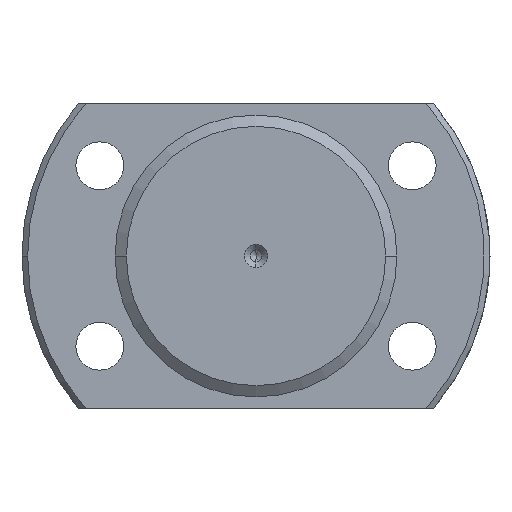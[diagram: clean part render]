
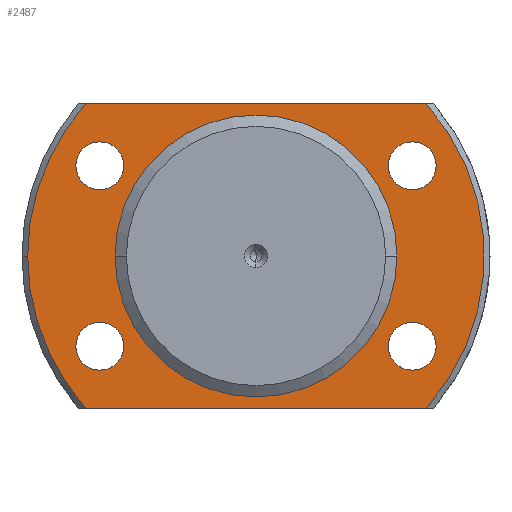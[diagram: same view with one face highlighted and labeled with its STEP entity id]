
A CAD part, left-side view. The second image highlights one B-rep face of the part: STEP entity #2487.
In plain terms, the highlighted planar face has unit normal (-1, 0, 0).
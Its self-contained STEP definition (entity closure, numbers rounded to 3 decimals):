
#25 = CARTESIAN_POINT ( 'NONE',  ( 16.2, 0., 0. ) ) ;
#36 = EDGE_CURVE ( 'NONE', #1818, #1010, #2196, .T. ) ;
#41 = EDGE_CURVE ( 'NONE', #1010, #1818, #375, .T. ) ;
#52 = VERTEX_POINT ( 'NONE', #2213 ) ;
#75 = VERTEX_POINT ( 'NONE', #198 ) ;
#100 = EDGE_CURVE ( 'NONE', #1412, #2871, #258, .T. ) ;
#101 = DIRECTION ( 'NONE',  ( 1., 0., 0. ) ) ;
#112 = CARTESIAN_POINT ( 'NONE',  ( 16.2, -27.7, -16. ) ) ;
#152 = CARTESIAN_POINT ( 'NONE',  ( 16.2, 31.95, 16. ) ) ;
#181 = ORIENTED_EDGE ( 'NONE', *, *, #2429, .F. ) ;
#188 = AXIS2_PLACEMENT_3D ( 'NONE', #2133, #3079, #332 ) ;
#198 = CARTESIAN_POINT ( 'NONE',  ( 16.2, 30.187, -27. ) ) ;
#212 = ORIENTED_EDGE ( 'NONE', *, *, #100, .F. ) ;
#258 = LINE ( 'NONE', #1506, #2141 ) ;
#287 = FACE_BOUND ( 'NONE', #518, .T. ) ;
#295 = AXIS2_PLACEMENT_3D ( 'NONE', #483, #2522, #2207 ) ;
#298 = CIRCLE ( 'NONE', #777, 40.5 ) ;
#332 = DIRECTION ( 'NONE',  ( 0., 1., 0. ) ) ;
#349 = CIRCLE ( 'NONE', #2164, 4.25 ) ;
#375 = CIRCLE ( 'NONE', #585, 4.25 ) ;
#407 = CARTESIAN_POINT ( 'NONE',  ( 16.2, 0., 0. ) ) ;
#419 = CARTESIAN_POINT ( 'NONE',  ( 16.2, 23.45, -16. ) ) ;
#437 = CIRCLE ( 'NONE', #958, 4.25 ) ;
#448 = EDGE_LOOP ( 'NONE', ( #1258, #2029 ) ) ;
#449 = EDGE_CURVE ( 'NONE', #75, #533, #298, .T. ) ;
#450 = DIRECTION ( 'NONE',  ( 0., 1., 0. ) ) ;
#483 = CARTESIAN_POINT ( 'NONE',  ( 16.2, 0., 0. ) ) ;
#504 = AXIS2_PLACEMENT_3D ( 'NONE', #1994, #525, #2546 ) ;
#506 = DIRECTION ( 'NONE',  ( 0., 1., 0. ) ) ;
#518 = EDGE_LOOP ( 'NONE', ( #2603, #1380 ) ) ;
#523 = EDGE_LOOP ( 'NONE', ( #1194, #1299 ) ) ;
#525 = DIRECTION ( 'NONE',  ( 1., 0., 0. ) ) ;
#533 = VERTEX_POINT ( 'NONE', #2208 ) ;
#559 = AXIS2_PLACEMENT_3D ( 'NONE', #407, #1935, #1424 ) ;
#562 = CIRCLE ( 'NONE', #1134, 4.25 ) ;
#585 = AXIS2_PLACEMENT_3D ( 'NONE', #1249, #992, #1459 ) ;
#638 = EDGE_CURVE ( 'NONE', #2279, #1309, #2643, .T. ) ;
#645 = ORIENTED_EDGE ( 'NONE', *, *, #680, .T. ) ;
#680 = EDGE_CURVE ( 'NONE', #75, #3007, #1000, .T. ) ;
#737 = VERTEX_POINT ( 'NONE', #1573 ) ;
#766 = FACE_BOUND ( 'NONE', #1468, .T. ) ;
#777 = AXIS2_PLACEMENT_3D ( 'NONE', #906, #2180, #2724 ) ;
#791 = EDGE_LOOP ( 'NONE', ( #1321, #1398 ) ) ;
#801 = PLANE ( 'NONE',  #2590 ) ;
#815 = DIRECTION ( 'NONE',  ( 0., 1., 0. ) ) ;
#817 = CIRCLE ( 'NONE', #559, 25. ) ;
#823 = DIRECTION ( 'NONE',  ( 0., 1., 0. ) ) ;
#854 = DIRECTION ( 'NONE',  ( 0., 1., 0. ) ) ;
#906 = CARTESIAN_POINT ( 'NONE',  ( 16.2, 0., 0. ) ) ;
#958 = AXIS2_PLACEMENT_3D ( 'NONE', #112, #2781, #854 ) ;
#959 = CARTESIAN_POINT ( 'NONE',  ( 16.2, -27.7, 16. ) ) ;
#992 = DIRECTION ( 'NONE',  ( 1., 0., 0. ) ) ;
#1000 = LINE ( 'NONE', #1992, #2773 ) ;
#1010 = VERTEX_POINT ( 'NONE', #2259 ) ;
#1069 = EDGE_CURVE ( 'NONE', #1309, #2279, #437, .T. ) ;
#1134 = AXIS2_PLACEMENT_3D ( 'NONE', #1647, #1142, #450 ) ;
#1142 = DIRECTION ( 'NONE',  ( 1., 0., 0. ) ) ;
#1194 = ORIENTED_EDGE ( 'NONE', *, *, #1069, .T. ) ;
#1229 = DIRECTION ( 'NONE',  ( 1., 0., 0. ) ) ;
#1243 = CARTESIAN_POINT ( 'NONE',  ( 16.2, -27.7, -16. ) ) ;
#1249 = CARTESIAN_POINT ( 'NONE',  ( 16.2, -27.7, 16. ) ) ;
#1254 = DIRECTION ( 'NONE',  ( 1., 0., 0. ) ) ;
#1258 = ORIENTED_EDGE ( 'NONE', *, *, #3032, .T. ) ;
#1273 = FACE_BOUND ( 'NONE', #523, .T. ) ;
#1299 = ORIENTED_EDGE ( 'NONE', *, *, #638, .T. ) ;
#1308 = DIRECTION ( 'NONE',  ( 0., 1., 0. ) ) ;
#1309 = VERTEX_POINT ( 'NONE', #2328 ) ;
#1321 = ORIENTED_EDGE ( 'NONE', *, *, #36, .T. ) ;
#1335 = ORIENTED_EDGE ( 'NONE', *, *, #1638, .F. ) ;
#1380 = ORIENTED_EDGE ( 'NONE', *, *, #2366, .T. ) ;
#1393 = CIRCLE ( 'NONE', #504, 40.5 ) ;
#1398 = ORIENTED_EDGE ( 'NONE', *, *, #41, .T. ) ;
#1412 = VERTEX_POINT ( 'NONE', #3222 ) ;
#1424 = DIRECTION ( 'NONE',  ( 0., 1., 0. ) ) ;
#1459 = DIRECTION ( 'NONE',  ( 0., 1., 0. ) ) ;
#1466 = CARTESIAN_POINT ( 'NONE',  ( 16.2, -30.187, -27. ) ) ;
#1468 = EDGE_LOOP ( 'NONE', ( #1842, #2879 ) ) ;
#1506 = CARTESIAN_POINT ( 'NONE',  ( 16.2, -25., 27. ) ) ;
#1515 = DIRECTION ( 'NONE',  ( 0., 1., 0. ) ) ;
#1540 = AXIS2_PLACEMENT_3D ( 'NONE', #25, #1254, #823 ) ;
#1543 = DIRECTION ( 'NONE',  ( 1., 0., 0. ) ) ;
#1549 = CARTESIAN_POINT ( 'NONE',  ( 16.2, -25., 0. ) ) ;
#1573 = CARTESIAN_POINT ( 'NONE',  ( 16.2, 23.45, 16. ) ) ;
#1638 = EDGE_CURVE ( 'NONE', #2871, #3007, #3055, .T. ) ;
#1647 = CARTESIAN_POINT ( 'NONE',  ( 16.2, 27.7, -16. ) ) ;
#1723 = FACE_OUTER_BOUND ( 'NONE', #3124, .T. ) ;
#1727 = EDGE_CURVE ( 'NONE', #2247, #737, #2800, .T. ) ;
#1752 = AXIS2_PLACEMENT_3D ( 'NONE', #1784, #1543, #1308 ) ;
#1754 = DIRECTION ( 'NONE',  ( 1., 0., 0. ) ) ;
#1779 = AXIS2_PLACEMENT_3D ( 'NONE', #959, #1229, #2199 ) ;
#1784 = CARTESIAN_POINT ( 'NONE',  ( 16.2, 27.7, -16. ) ) ;
#1818 = VERTEX_POINT ( 'NONE', #2881 ) ;
#1842 = ORIENTED_EDGE ( 'NONE', *, *, #1727, .T. ) ;
#1914 = ORIENTED_EDGE ( 'NONE', *, *, #449, .F. ) ;
#1935 = DIRECTION ( 'NONE',  ( 1., 0., 0. ) ) ;
#1951 = CARTESIAN_POINT ( 'NONE',  ( 16.2, 25., 0. ) ) ;
#1952 = CARTESIAN_POINT ( 'NONE',  ( 16.2, -31.95, -16. ) ) ;
#1992 = CARTESIAN_POINT ( 'NONE',  ( 16.2, -25., -27. ) ) ;
#1994 = CARTESIAN_POINT ( 'NONE',  ( 16.2, 0., 0. ) ) ;
#2026 = CARTESIAN_POINT ( 'NONE',  ( 16.2, -30.187, 27. ) ) ;
#2029 = ORIENTED_EDGE ( 'NONE', *, *, #2777, .T. ) ;
#2066 = DIRECTION ( 'NONE',  ( 0., -1., 0. ) ) ;
#2133 = CARTESIAN_POINT ( 'NONE',  ( 16.2, 27.7, 16. ) ) ;
#2141 = VECTOR ( 'NONE', #2066, 1000. ) ;
#2164 = AXIS2_PLACEMENT_3D ( 'NONE', #2621, #101, #815 ) ;
#2180 = DIRECTION ( 'NONE',  ( 1., 0., 0. ) ) ;
#2196 = CIRCLE ( 'NONE', #1779, 4.25 ) ;
#2199 = DIRECTION ( 'NONE',  ( 0., 1., 0. ) ) ;
#2207 = DIRECTION ( 'NONE',  ( 0., 1., 0. ) ) ;
#2208 = CARTESIAN_POINT ( 'NONE',  ( 16.2, 40.5, 0. ) ) ;
#2213 = CARTESIAN_POINT ( 'NONE',  ( 16.2, -25., 0. ) ) ;
#2247 = VERTEX_POINT ( 'NONE', #152 ) ;
#2259 = CARTESIAN_POINT ( 'NONE',  ( 16.2, -31.95, 16. ) ) ;
#2279 = VERTEX_POINT ( 'NONE', #1952 ) ;
#2304 = VERTEX_POINT ( 'NONE', #3196 ) ;
#2328 = CARTESIAN_POINT ( 'NONE',  ( 16.2, -23.45, -16. ) ) ;
#2366 = EDGE_CURVE ( 'NONE', #52, #3156, #817, .T. ) ;
#2429 = EDGE_CURVE ( 'NONE', #533, #1412, #1393, .T. ) ;
#2487 = ADVANCED_FACE ( 'NONE', ( #766, #2527, #1273, #2742, #287, #1723 ), #801, .F. ) ;
#2491 = CIRCLE ( 'NONE', #1752, 4.25 ) ;
#2522 = DIRECTION ( 'NONE',  ( 1., 0., 0. ) ) ;
#2527 = FACE_BOUND ( 'NONE', #791, .T. ) ;
#2546 = DIRECTION ( 'NONE',  ( 0., 1., 0. ) ) ;
#2587 = EDGE_CURVE ( 'NONE', #737, #2247, #349, .T. ) ;
#2590 = AXIS2_PLACEMENT_3D ( 'NONE', #1549, #1754, #506 ) ;
#2603 = ORIENTED_EDGE ( 'NONE', *, *, #2997, .T. ) ;
#2621 = CARTESIAN_POINT ( 'NONE',  ( 16.2, 27.7, 16. ) ) ;
#2643 = CIRCLE ( 'NONE', #2857, 4.25 ) ;
#2724 = DIRECTION ( 'NONE',  ( 0., 1., 0. ) ) ;
#2742 = FACE_BOUND ( 'NONE', #448, .T. ) ;
#2773 = VECTOR ( 'NONE', #2778, 1000. ) ;
#2777 = EDGE_CURVE ( 'NONE', #3068, #2304, #562, .T. ) ;
#2778 = DIRECTION ( 'NONE',  ( 0., -1., 0. ) ) ;
#2781 = DIRECTION ( 'NONE',  ( 1., 0., 0. ) ) ;
#2800 = CIRCLE ( 'NONE', #188, 4.25 ) ;
#2857 = AXIS2_PLACEMENT_3D ( 'NONE', #1243, #2981, #1515 ) ;
#2871 = VERTEX_POINT ( 'NONE', #2026 ) ;
#2879 = ORIENTED_EDGE ( 'NONE', *, *, #2587, .T. ) ;
#2881 = CARTESIAN_POINT ( 'NONE',  ( 16.2, -23.45, 16. ) ) ;
#2981 = DIRECTION ( 'NONE',  ( 1., 0., 0. ) ) ;
#2997 = EDGE_CURVE ( 'NONE', #3156, #52, #3112, .T. ) ;
#3007 = VERTEX_POINT ( 'NONE', #1466 ) ;
#3032 = EDGE_CURVE ( 'NONE', #2304, #3068, #2491, .T. ) ;
#3055 = CIRCLE ( 'NONE', #1540, 40.5 ) ;
#3068 = VERTEX_POINT ( 'NONE', #419 ) ;
#3079 = DIRECTION ( 'NONE',  ( 1., 0., 0. ) ) ;
#3112 = CIRCLE ( 'NONE', #295, 25. ) ;
#3124 = EDGE_LOOP ( 'NONE', ( #212, #181, #1914, #645, #1335 ) ) ;
#3156 = VERTEX_POINT ( 'NONE', #1951 ) ;
#3196 = CARTESIAN_POINT ( 'NONE',  ( 16.2, 31.95, -16. ) ) ;
#3222 = CARTESIAN_POINT ( 'NONE',  ( 16.2, 30.187, 27. ) ) ;
